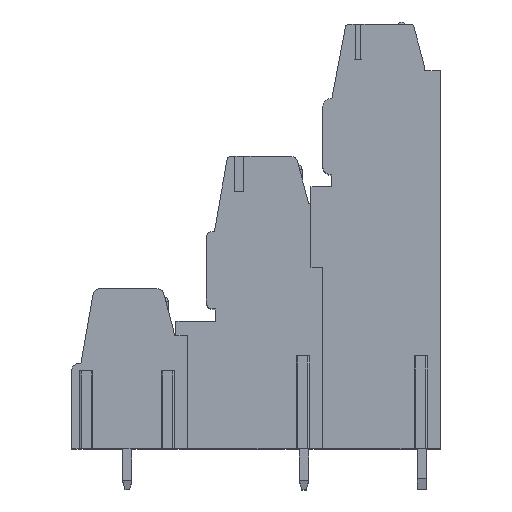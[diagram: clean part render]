
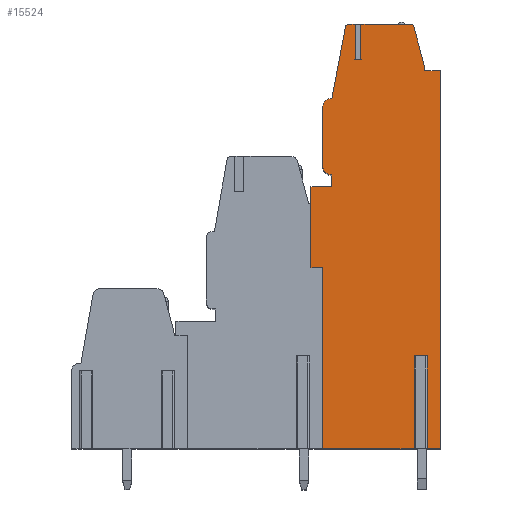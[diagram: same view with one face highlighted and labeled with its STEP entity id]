
A CAD part, top view. The second image highlights one B-rep face of the part: STEP entity #15524.
In plain terms, the highlighted planar face has unit normal (0, 0, 1).
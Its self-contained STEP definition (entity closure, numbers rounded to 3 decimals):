
#13=DIRECTION('',(0.,1.,0.));
#14=VECTOR('',#13,15.6);
#15=CARTESIAN_POINT('',(1.,-19.1,33.02));
#16=LINE('',#15,#14);
#17=DIRECTION('',(1.,0.,0.));
#18=VECTOR('',#17,1.);
#19=CARTESIAN_POINT('',(0.,-3.5,33.02));
#20=LINE('',#19,#18);
#21=DIRECTION('',(-1.,0.,0.));
#22=VECTOR('',#21,1.8);
#23=CARTESIAN_POINT('',(1.8,3.5,33.02));
#24=LINE('',#23,#22);
#25=DIRECTION('',(0.,-1.,0.));
#26=VECTOR('',#25,1.);
#27=CARTESIAN_POINT('',(1.8,4.5,33.02));
#28=LINE('',#27,#26);
#29=CARTESIAN_POINT('',(1.8,5.3,33.02));
#30=DIRECTION('',(0.,0.,1.));
#31=DIRECTION('',(-1.,0.,0.));
#32=AXIS2_PLACEMENT_3D('',#29,#30,#31);
#34=DIRECTION('',(0.,-1.,0.));
#35=VECTOR('',#34,5.);
#36=CARTESIAN_POINT('',(1.,10.3,33.02));
#37=LINE('',#36,#35);
#38=CARTESIAN_POINT('',(1.8,10.3,33.02));
#39=DIRECTION('',(0.,0.,1.));
#40=DIRECTION('',(0.,1.,0.));
#41=AXIS2_PLACEMENT_3D('',#38,#39,#40);
#43=DIRECTION('',(-0.186,-0.983,0.));
#44=VECTOR('',#43,6.265);
#45=CARTESIAN_POINT('',(2.964,17.256,33.02));
#46=LINE('',#45,#44);
#47=CARTESIAN_POINT('',(3.259,17.2,33.02));
#48=DIRECTION('',(0.,0.,1.));
#49=DIRECTION('',(0.,1.,0.));
#50=AXIS2_PLACEMENT_3D('',#47,#48,#49);
#52=DIRECTION('',(-1.,0.,0.));
#53=VECTOR('',#52,0.551);
#54=CARTESIAN_POINT('',(3.81,17.5,33.02));
#55=LINE('',#54,#53);
#56=DIRECTION('',(0.,-1.,0.));
#57=VECTOR('',#56,3.05);
#58=CARTESIAN_POINT('',(3.81,17.5,33.02));
#59=LINE('',#58,#57);
#60=DIRECTION('',(1.,0.,0.));
#61=VECTOR('',#60,0.5);
#62=CARTESIAN_POINT('',(3.81,14.45,33.02));
#63=LINE('',#62,#61);
#64=DIRECTION('',(0.,-1.,0.));
#65=VECTOR('',#64,3.05);
#66=CARTESIAN_POINT('',(4.31,17.5,33.02));
#67=LINE('',#66,#65);
#68=DIRECTION('',(-1.,0.,0.));
#69=VECTOR('',#68,4.27);
#70=CARTESIAN_POINT('',(8.58,17.5,33.02));
#71=LINE('',#70,#69);
#72=CARTESIAN_POINT('',(8.58,17.2,33.02));
#73=DIRECTION('',(0.,0.,1.));
#74=DIRECTION('',(0.965,0.261,0.));
#75=AXIS2_PLACEMENT_3D('',#72,#73,#74);
#77=DIRECTION('',(-0.261,0.965,0.));
#78=VECTOR('',#77,3.539);
#79=CARTESIAN_POINT('',(9.792,13.861,33.02));
#80=LINE('',#79,#78);
#81=DIRECTION('',(-0.035,0.999,0.));
#82=VECTOR('',#81,0.361);
#83=CARTESIAN_POINT('',(9.805,13.5,33.02));
#84=LINE('',#83,#82);
#85=DIRECTION('',(-1.,0.,0.));
#86=VECTOR('',#85,1.355);
#87=CARTESIAN_POINT('',(11.16,13.5,33.02));
#88=LINE('',#87,#86);
#89=DIRECTION('',(0.,1.,0.));
#90=VECTOR('',#89,32.6);
#91=CARTESIAN_POINT('',(11.16,-19.1,33.02));
#92=LINE('',#91,#90);
#93=DIRECTION('',(1.,0.,0.));
#94=VECTOR('',#93,1.39);
#95=CARTESIAN_POINT('',(9.77,-19.1,33.02));
#96=LINE('',#95,#94);
#97=DIRECTION('',(0.,1.,0.));
#98=VECTOR('',#97,8.);
#99=CARTESIAN_POINT('',(9.77,-19.1,33.02));
#100=LINE('',#99,#98);
#101=DIRECTION('',(-1.,0.,0.));
#102=VECTOR('',#101,0.62);
#103=CARTESIAN_POINT('',(9.77,-11.1,33.02));
#104=LINE('',#103,#102);
#105=DIRECTION('',(0.,1.,0.));
#106=VECTOR('',#105,8.);
#107=CARTESIAN_POINT('',(9.15,-19.1,33.02));
#108=LINE('',#107,#106);
#109=DIRECTION('',(1.,0.,0.));
#110=VECTOR('',#109,8.15);
#111=CARTESIAN_POINT('',(1.,-19.1,33.02));
#112=LINE('',#111,#110);
#2116=DIRECTION('',(0.,-1.,0.));
#2117=VECTOR('',#2116,7.);
#2118=CARTESIAN_POINT('',(0.,3.5,33.02));
#2119=LINE('',#2118,#2117);
#12165=CARTESIAN_POINT('',(11.16,-19.1,33.02));
#12166=CARTESIAN_POINT('',(11.16,13.5,33.02));
#12167=VERTEX_POINT('',#12165);
#12168=VERTEX_POINT('',#12166);
#12169=CARTESIAN_POINT('',(9.805,13.5,33.02));
#12170=VERTEX_POINT('',#12169);
#12171=CARTESIAN_POINT('',(9.792,13.861,33.02));
#12172=VERTEX_POINT('',#12171);
#12173=CARTESIAN_POINT('',(8.87,17.278,33.02));
#12174=VERTEX_POINT('',#12173);
#12175=CARTESIAN_POINT('',(8.58,17.5,33.02));
#12176=VERTEX_POINT('',#12175);
#12177=CARTESIAN_POINT('',(3.259,17.5,33.02));
#12178=CARTESIAN_POINT('',(2.964,17.256,33.02));
#12179=VERTEX_POINT('',#12177);
#12180=VERTEX_POINT('',#12178);
#12181=CARTESIAN_POINT('',(1.8,11.1,33.02));
#12182=VERTEX_POINT('',#12181);
#12183=CARTESIAN_POINT('',(1.,10.3,33.02));
#12184=VERTEX_POINT('',#12183);
#12185=CARTESIAN_POINT('',(1.,5.3,33.02));
#12186=VERTEX_POINT('',#12185);
#12187=CARTESIAN_POINT('',(1.8,4.5,33.02));
#12188=VERTEX_POINT('',#12187);
#12189=CARTESIAN_POINT('',(1.8,3.5,33.02));
#12190=VERTEX_POINT('',#12189);
#12191=CARTESIAN_POINT('',(0.,3.5,33.02));
#12192=VERTEX_POINT('',#12191);
#12277=CARTESIAN_POINT('',(9.77,-11.1,33.02));
#12278=CARTESIAN_POINT('',(9.15,-11.1,33.02));
#12279=VERTEX_POINT('',#12277);
#12280=VERTEX_POINT('',#12278);
#12281=CARTESIAN_POINT('',(9.77,-19.1,33.02));
#12282=VERTEX_POINT('',#12281);
#12283=CARTESIAN_POINT('',(9.15,-19.1,33.02));
#12284=VERTEX_POINT('',#12283);
#12285=CARTESIAN_POINT('',(1.,-19.1,33.02));
#12286=VERTEX_POINT('',#12285);
#12323=CARTESIAN_POINT('',(3.81,14.45,33.02));
#12324=CARTESIAN_POINT('',(4.31,14.45,33.02));
#12325=VERTEX_POINT('',#12323);
#12326=VERTEX_POINT('',#12324);
#12327=CARTESIAN_POINT('',(3.81,17.5,33.02));
#12328=VERTEX_POINT('',#12327);
#12333=CARTESIAN_POINT('',(4.31,17.5,33.02));
#12334=VERTEX_POINT('',#12333);
#14263=CARTESIAN_POINT('',(1.,-3.5,33.02));
#14264=VERTEX_POINT('',#14263);
#14265=CARTESIAN_POINT('',(0.,-3.5,33.02));
#14266=VERTEX_POINT('',#14265);
#15467=CARTESIAN_POINT('',(0.,0.,33.02));
#15468=DIRECTION('',(0.,0.,1.));
#15469=DIRECTION('',(1.,0.,0.));
#15470=AXIS2_PLACEMENT_3D('',#15467,#15468,#15469);
#15471=PLANE('',#15470);
#15473=ORIENTED_EDGE('',*,*,#15472,.T.);
#15475=ORIENTED_EDGE('',*,*,#15474,.F.);
#15477=ORIENTED_EDGE('',*,*,#15476,.F.);
#15479=ORIENTED_EDGE('',*,*,#15478,.F.);
#15481=ORIENTED_EDGE('',*,*,#15480,.F.);
#15483=ORIENTED_EDGE('',*,*,#15482,.F.);
#15485=ORIENTED_EDGE('',*,*,#15484,.F.);
#15487=ORIENTED_EDGE('',*,*,#15486,.F.);
#15489=ORIENTED_EDGE('',*,*,#15488,.F.);
#15491=ORIENTED_EDGE('',*,*,#15490,.F.);
#15493=ORIENTED_EDGE('',*,*,#15492,.F.);
#15495=ORIENTED_EDGE('',*,*,#15494,.T.);
#15497=ORIENTED_EDGE('',*,*,#15496,.T.);
#15499=ORIENTED_EDGE('',*,*,#15498,.F.);
#15501=ORIENTED_EDGE('',*,*,#15500,.F.);
#15503=ORIENTED_EDGE('',*,*,#15502,.F.);
#15505=ORIENTED_EDGE('',*,*,#15504,.F.);
#15507=ORIENTED_EDGE('',*,*,#15506,.F.);
#15509=ORIENTED_EDGE('',*,*,#15508,.F.);
#15511=ORIENTED_EDGE('',*,*,#15510,.F.);
#15513=ORIENTED_EDGE('',*,*,#15512,.F.);
#15515=ORIENTED_EDGE('',*,*,#15514,.T.);
#15517=ORIENTED_EDGE('',*,*,#15516,.T.);
#15519=ORIENTED_EDGE('',*,*,#15518,.F.);
#15521=ORIENTED_EDGE('',*,*,#15520,.F.);
#15522=EDGE_LOOP('',(#15473,#15475,#15477,#15479,#15481,#15483,#15485,#15487,
#15489,#15491,#15493,#15495,#15497,#15499,#15501,#15503,#15505,#15507,#15509,
#15511,#15513,#15515,#15517,#15519,#15521));
#15523=FACE_OUTER_BOUND('',#15522,.F.);
#33=CIRCLE('',#32,0.8);
#42=CIRCLE('',#41,0.8);
#51=CIRCLE('',#50,0.3);
#76=CIRCLE('',#75,0.3);
#15472=EDGE_CURVE('',#12286,#14264,#16,.T.);
#15474=EDGE_CURVE('',#14266,#14264,#20,.T.);
#15476=EDGE_CURVE('',#12192,#14266,#2119,.T.);
#15478=EDGE_CURVE('',#12190,#12192,#24,.T.);
#15480=EDGE_CURVE('',#12188,#12190,#28,.T.);
#15482=EDGE_CURVE('',#12186,#12188,#33,.T.);
#15484=EDGE_CURVE('',#12184,#12186,#37,.T.);
#15486=EDGE_CURVE('',#12182,#12184,#42,.T.);
#15488=EDGE_CURVE('',#12180,#12182,#46,.T.);
#15490=EDGE_CURVE('',#12179,#12180,#51,.T.);
#15492=EDGE_CURVE('',#12328,#12179,#55,.T.);
#15494=EDGE_CURVE('',#12328,#12325,#59,.T.);
#15496=EDGE_CURVE('',#12325,#12326,#63,.T.);
#15498=EDGE_CURVE('',#12334,#12326,#67,.T.);
#15500=EDGE_CURVE('',#12176,#12334,#71,.T.);
#15502=EDGE_CURVE('',#12174,#12176,#76,.T.);
#15504=EDGE_CURVE('',#12172,#12174,#80,.T.);
#15506=EDGE_CURVE('',#12170,#12172,#84,.T.);
#15508=EDGE_CURVE('',#12168,#12170,#88,.T.);
#15510=EDGE_CURVE('',#12167,#12168,#92,.T.);
#15512=EDGE_CURVE('',#12282,#12167,#96,.T.);
#15514=EDGE_CURVE('',#12282,#12279,#100,.T.);
#15516=EDGE_CURVE('',#12279,#12280,#104,.T.);
#15518=EDGE_CURVE('',#12284,#12280,#108,.T.);
#15520=EDGE_CURVE('',#12286,#12284,#112,.T.);
#15524=ADVANCED_FACE('',(#15523),#15471,.T.);
